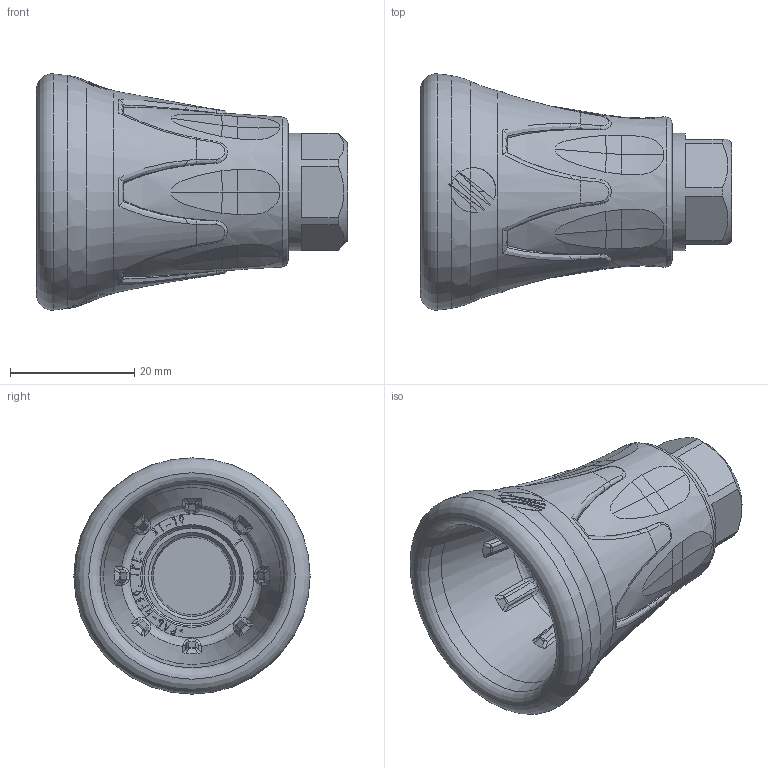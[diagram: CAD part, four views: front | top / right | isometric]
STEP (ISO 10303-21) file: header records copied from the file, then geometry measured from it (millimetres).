
FILE_DESCRIPTION(/* description */ ('Unknown'),/* implementation_level */ '2;1');
FILE_NAME(/* name */ '200010720_Düsenschutz_ST-10_sw_rz_Niro_31_07_2023',/* time_stamp */ '2023-07-31T13:30:12+02:00',/* author */ ('Unknown'),/* organization */ ('Unknown'),/* preprocessor_version */ 'ST-DEVELOPER v18.104',/* originating_system */ 'Solid Edge',/* authorisation */ 'Unknown');
FILE_SCHEMA (('AUTOMOTIVE_DESIGN {1 0 10303 214 3 1 1}'));
Length unit declared in the file: millimetre
Products named in the file (1): Düsenschutz_200010720_vereinfacht
Bounding box: 50 x 37.98 x 37.98 mm (x, y, z)
Volume: 19091.4 mm3; surface area: 7722.9 mm2
Topology: 1 solids, 1 shells, 534 faces, 1489 edges, 944 vertices
Faces by surface type: bspline 215, plane 190, torus 58, cylinder 46, sphere 16, cone 9
Full cylindrical faces by diameter (mm): 11.82 x1, 14 x1, 16 x1, 18.9 x1
Entity records: 31954 total; most frequent: CARTESIAN_POINT 17024, ORIENTED_EDGE 2824, DIRECTION 1506, EDGE_CURVE 1412, VERTEX_POINT 925, B_SPLINE_CURVE_WITH_KNOTS 671, EDGE_LOOP 575, FACE_BOUND 575
